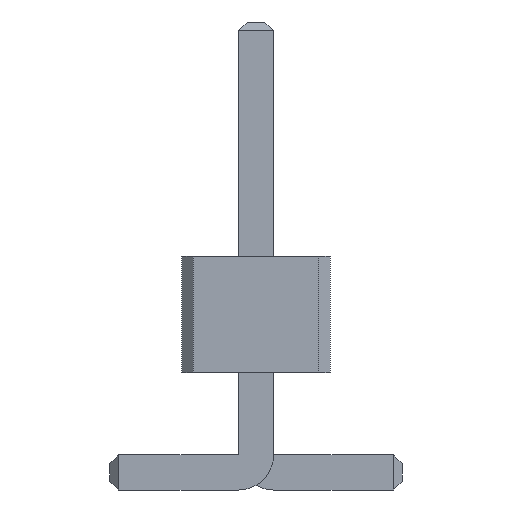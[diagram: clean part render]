
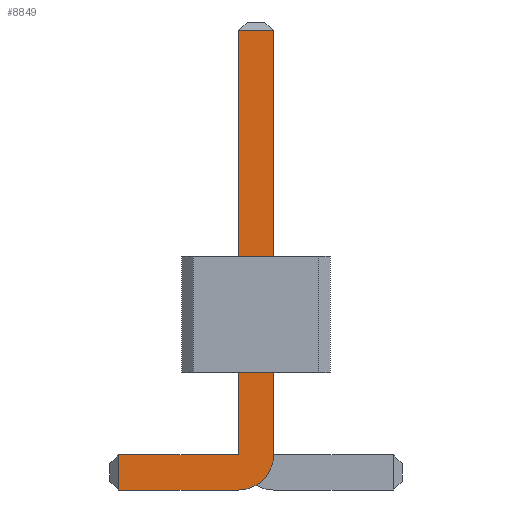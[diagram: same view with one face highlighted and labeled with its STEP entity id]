
A CAD part, front view. The second image highlights one B-rep face of the part: STEP entity #8849.
In plain terms, the highlighted planar face has unit normal (0, -1, 0).
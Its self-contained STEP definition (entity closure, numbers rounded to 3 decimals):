
#56=DIRECTION('',(0.,-1.,0.));
#67=DIRECTION('',(1.,0.,0.));
#1865=VECTOR('',#67,1.);
#1918=DIRECTION('',(-1.,0.,0.));
#3713=VECTOR('',#1918,1.);
#3959=DIRECTION('',(0.,0.,-1.));
#3978=VECTOR('',#3959,1.);
#8680=VECTOR('',#8681,1.);
#8681=DIRECTION('',(0.,0.,1.));
#8703=DIRECTION('',(-0.,-1.,-0.));
#8710=VERTEX_POINT('',#8711);
#8711=CARTESIAN_POINT('',(-1.175,-15.65,0.));
#8714=ORIENTED_EDGE('',*,*,#8715,.T.);
#8715=EDGE_CURVE('',#8710,#8716,#8718,.T.);
#8716=VERTEX_POINT('',#8717);
#8717=CARTESIAN_POINT('',(-0.15,-15.65,0.));
#8718=LINE('',#8719,#1865);
#8719=CARTESIAN_POINT('',(-1.25,-15.65,0.));
#8751=VERTEX_POINT('',#8752);
#8752=CARTESIAN_POINT('',(0.15,-15.65,0.3));
#8755=EDGE_CURVE('',#8716,#8751,#8756,.T.);
#8756=CIRCLE('',#8757,0.3);
#8757=AXIS2_PLACEMENT_3D('',#8758,#56,#3959);
#8758=CARTESIAN_POINT('',(-0.15,-15.65,0.3));
#8766=VERTEX_POINT('',#8758);
#8768=ORIENTED_EDGE('',*,*,#8769,.T.);
#8769=EDGE_CURVE('',#8766,#8770,#8772,.T.);
#8770=VERTEX_POINT('',#8771);
#8771=CARTESIAN_POINT('',(-1.175,-15.65,0.3));
#8772=LINE('',#8758,#3713);
#8782=ORIENTED_EDGE('',*,*,#8783,.T.);
#8783=EDGE_CURVE('',#8751,#8784,#8786,.T.);
#8784=VERTEX_POINT('',#8785);
#8785=CARTESIAN_POINT('',(0.15,-15.65,3.925));
#8786=LINE('',#8787,#8680);
#8787=CARTESIAN_POINT('',(0.15,-15.65,0.));
#8800=VERTEX_POINT('',#8801);
#8801=CARTESIAN_POINT('',(-0.15,-15.65,3.925));
#8803=ORIENTED_EDGE('',*,*,#8804,.T.);
#8804=EDGE_CURVE('',#8800,#8766,#8805,.T.);
#8805=LINE('',#8806,#3978);
#8806=CARTESIAN_POINT('',(-0.15,-15.65,4.));
#8849=ADVANCED_FACE('',(#8850),#8859,.T.);
#8850=FACE_BOUND('',#8851,.T.);
#8851=EDGE_LOOP('',(#8714,#8852,#8782,#8853,#8803,#8768,#8856));
#8852=ORIENTED_EDGE('',*,*,#8755,.T.);
#8853=ORIENTED_EDGE('',*,*,#8854,.T.);
#8854=EDGE_CURVE('',#8784,#8800,#8855,.T.);
#8855=LINE('',#8785,#3713);
#8856=ORIENTED_EDGE('',*,*,#8857,.T.);
#8857=EDGE_CURVE('',#8770,#8710,#8858,.T.);
#8858=LINE('',#8771,#3978);
#8859=PLANE('',#8860);
#8860=AXIS2_PLACEMENT_3D('',#8861,#8703,#3959);
#8861=CARTESIAN_POINT('',(-0.173,-15.65,1.623));
